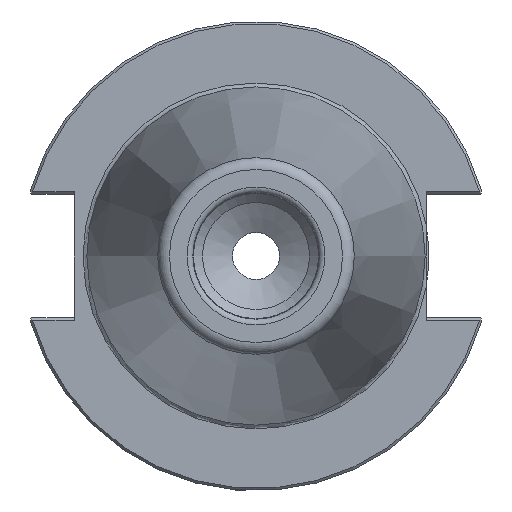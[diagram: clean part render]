
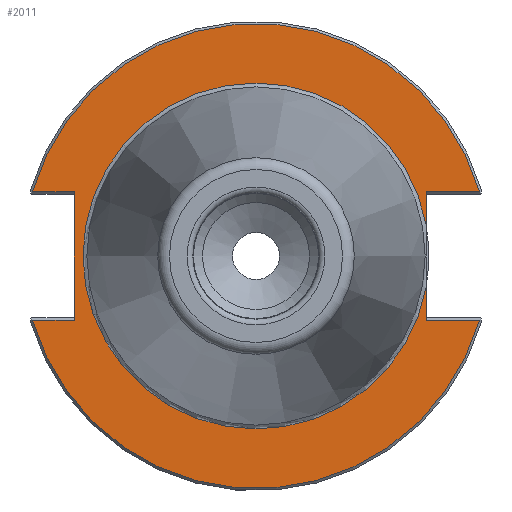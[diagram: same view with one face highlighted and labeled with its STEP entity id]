
A CAD part, left-side view. The second image highlights one B-rep face of the part: STEP entity #2011.
In plain terms, the highlighted planar face has unit normal (-1, 0, 0).
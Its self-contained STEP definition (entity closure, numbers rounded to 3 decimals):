
#136=PLANE('',#2153);
#190=FACE_OUTER_BOUND('',#300,.T.);
#300=EDGE_LOOP('',(#1400,#1401,#1402,#1403,#1404,#1405,#1406,#1407,#1408,
#1409,#1410));
#424=LINE('',#3150,#532);
#432=LINE('',#3192,#540);
#433=LINE('',#3197,#541);
#434=LINE('',#3199,#542);
#435=LINE('',#3200,#543);
#436=LINE('',#3202,#544);
#437=LINE('',#3207,#545);
#532=VECTOR('',#2443,10.);
#540=VECTOR('',#2465,10.);
#541=VECTOR('',#2470,10.);
#542=VECTOR('',#2471,10.);
#543=VECTOR('',#2472,10.);
#544=VECTOR('',#2473,10.);
#545=VECTOR('',#2478,10.);
#637=CIRCLE('',#2151,48.25);
#638=CIRCLE('',#2154,48.25);
#639=CIRCLE('',#2155,35.9);
#640=CIRCLE('',#2156,35.9);
#811=VERTEX_POINT('',#3145);
#812=VERTEX_POINT('',#3149);
#820=VERTEX_POINT('',#3174);
#821=VERTEX_POINT('',#3178);
#824=VERTEX_POINT('',#3190);
#825=VERTEX_POINT('',#3194);
#826=VERTEX_POINT('',#3196);
#827=VERTEX_POINT('',#3198);
#828=VERTEX_POINT('',#3201);
#829=VERTEX_POINT('',#3203);
#830=VERTEX_POINT('',#3205);
#1044=EDGE_CURVE('',#811,#812,#424,.T.);
#1055=EDGE_CURVE('',#820,#821,#637,.T.);
#1060=EDGE_CURVE('',#824,#820,#432,.T.);
#1061=EDGE_CURVE('',#825,#811,#638,.T.);
#1062=EDGE_CURVE('',#826,#825,#433,.T.);
#1063=EDGE_CURVE('',#826,#827,#434,.T.);
#1064=EDGE_CURVE('',#821,#827,#435,.T.);
#1065=EDGE_CURVE('',#824,#828,#436,.T.);
#1066=EDGE_CURVE('',#828,#829,#639,.T.);
#1067=EDGE_CURVE('',#829,#830,#640,.T.);
#1068=EDGE_CURVE('',#830,#812,#437,.T.);
#1400=ORIENTED_EDGE('',*,*,#1044,.F.);
#1401=ORIENTED_EDGE('',*,*,#1061,.F.);
#1402=ORIENTED_EDGE('',*,*,#1062,.F.);
#1403=ORIENTED_EDGE('',*,*,#1063,.T.);
#1404=ORIENTED_EDGE('',*,*,#1064,.F.);
#1405=ORIENTED_EDGE('',*,*,#1055,.F.);
#1406=ORIENTED_EDGE('',*,*,#1060,.F.);
#1407=ORIENTED_EDGE('',*,*,#1065,.T.);
#1408=ORIENTED_EDGE('',*,*,#1066,.T.);
#1409=ORIENTED_EDGE('',*,*,#1067,.T.);
#1410=ORIENTED_EDGE('',*,*,#1068,.T.);
#2011=ADVANCED_FACE('',(#190),#136,.T.);
#2151=AXIS2_PLACEMENT_3D('',#3179,#2459,#2460);
#2153=AXIS2_PLACEMENT_3D('',#3193,#2466,#2467);
#2154=AXIS2_PLACEMENT_3D('',#3195,#2468,#2469);
#2155=AXIS2_PLACEMENT_3D('',#3204,#2474,#2475);
#2156=AXIS2_PLACEMENT_3D('',#3206,#2476,#2477);
#2443=DIRECTION('',(0.,1.,0.));
#2459=DIRECTION('center_axis',(1.,0.,0.));
#2460=DIRECTION('ref_axis',(0.,0.,-1.));
#2465=DIRECTION('',(0.,-1.,0.));
#2466=DIRECTION('center_axis',(-1.,0.,0.));
#2467=DIRECTION('ref_axis',(0.,0.,1.));
#2468=DIRECTION('center_axis',(1.,0.,0.));
#2469=DIRECTION('ref_axis',(0.,0.,-1.));
#2470=DIRECTION('',(0.,1.,0.));
#2471=DIRECTION('',(0.,0.,-1.));
#2472=DIRECTION('',(0.,-1.,0.));
#2473=DIRECTION('',(0.,0.,1.));
#2474=DIRECTION('center_axis',(1.,0.,0.));
#2475=DIRECTION('ref_axis',(0.,0.,-1.));
#2476=DIRECTION('center_axis',(1.,0.,0.));
#2477=DIRECTION('ref_axis',(0.,0.,-1.));
#2478=DIRECTION('',(0.,0.,1.));
#3145=CARTESIAN_POINT('',(3.175,-46.373,13.325));
#3149=CARTESIAN_POINT('',(3.175,-35.3,13.325));
#3150=CARTESIAN_POINT('',(3.175,6.475,13.325));
#3174=CARTESIAN_POINT('',(3.175,-46.373,-13.325));
#3178=CARTESIAN_POINT('',(3.175,46.373,-13.325));
#3179=CARTESIAN_POINT('Origin',(3.175,0.,
0.));
#3190=CARTESIAN_POINT('',(3.175,-35.3,-13.325));
#3192=CARTESIAN_POINT('',(3.175,-13.707,-13.325));
#3193=CARTESIAN_POINT('Origin',(3.175,48.25,0.));
#3194=CARTESIAN_POINT('',(3.175,46.373,13.325));
#3195=CARTESIAN_POINT('Origin',(3.175,0.,
0.));
#3196=CARTESIAN_POINT('',(3.175,37.7,13.325));
#3197=CARTESIAN_POINT('',(3.175,61.395,13.325));
#3198=CARTESIAN_POINT('',(3.175,37.7,-13.325));
#3199=CARTESIAN_POINT('',(3.175,37.7,6.413));
#3200=CARTESIAN_POINT('',(3.175,42.975,-13.325));
#3201=CARTESIAN_POINT('',(3.175,-35.3,-6.536));
#3202=CARTESIAN_POINT('',(3.175,-35.3,-6.413));
#3203=CARTESIAN_POINT('',(3.175,0.,35.9));
#3204=CARTESIAN_POINT('Origin',(3.175,0.,
0.));
#3205=CARTESIAN_POINT('',(3.175,-35.3,6.536));
#3206=CARTESIAN_POINT('Origin',(3.175,0.,
0.));
#3207=CARTESIAN_POINT('',(3.175,-35.3,-6.413));
